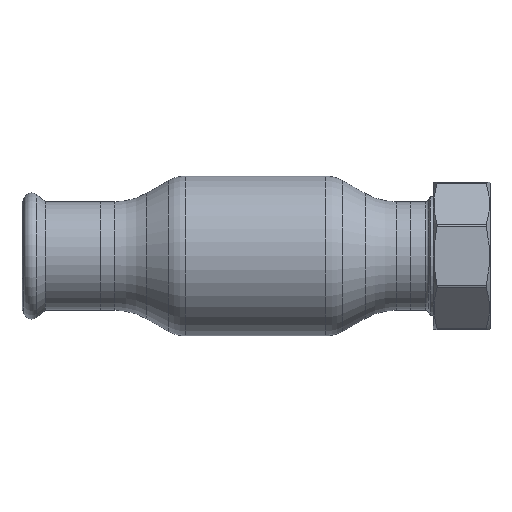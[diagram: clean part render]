
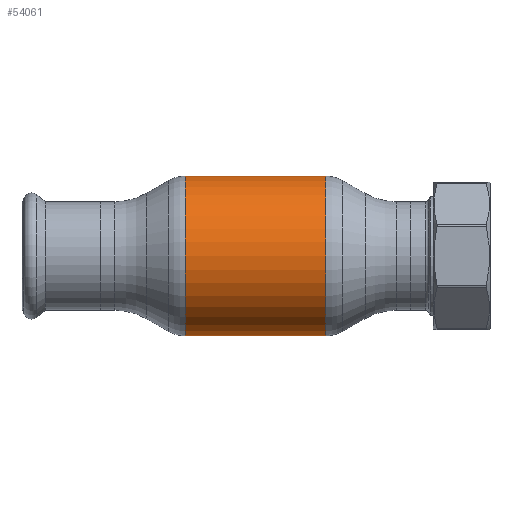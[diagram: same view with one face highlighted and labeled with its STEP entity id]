
A CAD part, front view. The second image highlights one B-rep face of the part: STEP entity #54061.
In plain terms, the highlighted cylindrical face has radius 28.25 mm (diameter 56.5 mm), a partial arc.
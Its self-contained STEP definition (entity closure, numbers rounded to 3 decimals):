
#858 = EDGE_CURVE ( 'NONE', #26033, #4099, #32330, .T. ) ;
#863 = ORIENTED_EDGE ( 'NONE', *, *, #43409, .F. ) ;
#2546 = ORIENTED_EDGE ( 'NONE', *, *, #35504, .T. ) ;
#3024 = CARTESIAN_POINT ( 'NONE',  ( -24.785, 0., 0. ) ) ;
#4099 = VERTEX_POINT ( 'NONE', #57834 ) ;
#5601 = DIRECTION ( 'NONE',  ( -1., 0., 0. ) ) ;
#5890 = VERTEX_POINT ( 'NONE', #48093 ) ;
#7309 = VERTEX_POINT ( 'NONE', #39482 ) ;
#8276 = EDGE_LOOP ( 'NONE', ( #46562, #2546, #54128, #863 ) ) ;
#9323 = CIRCLE ( 'NONE', #11259, 28.25 ) ;
#10810 = CARTESIAN_POINT ( 'NONE',  ( -62.69, 0., 0. ) ) ;
#11142 = LINE ( 'NONE', #43598, #27896 ) ;
#11259 = AXIS2_PLACEMENT_3D ( 'NONE', #46123, #13375, #36194 ) ;
#13375 = DIRECTION ( 'NONE',  ( -1., 0., 0. ) ) ;
#15300 = DIRECTION ( 'NONE',  ( 0., 0., 1. ) ) ;
#16043 = EDGE_CURVE ( 'NONE', #7309, #5890, #11142, .T. ) ;
#19798 = CYLINDRICAL_SURFACE ( 'NONE', #36748, 28.25 ) ;
#26033 = VERTEX_POINT ( 'NONE', #47608 ) ;
#27896 = VECTOR ( 'NONE', #39115, 1000. ) ;
#29101 = DIRECTION ( 'NONE',  ( -1., 0., 0. ) ) ;
#32330 = LINE ( 'NONE', #37156, #33159 ) ;
#33159 = VECTOR ( 'NONE', #5601, 1000. ) ;
#35170 = DIRECTION ( 'NONE',  ( 0., 0., 1. ) ) ;
#35504 = EDGE_CURVE ( 'NONE', #26033, #7309, #9323, .T. ) ;
#36194 = DIRECTION ( 'NONE',  ( 0., 0., 1. ) ) ;
#36748 = AXIS2_PLACEMENT_3D ( 'NONE', #10810, #29101, #15300 ) ;
#37156 = CARTESIAN_POINT ( 'NONE',  ( -62.69, 0., -28.25 ) ) ;
#39115 = DIRECTION ( 'NONE',  ( -1., 0., 0. ) ) ;
#39482 = CARTESIAN_POINT ( 'NONE',  ( 24.785, 0., 28.25 ) ) ;
#42974 = FACE_OUTER_BOUND ( 'NONE', #8276, .T. ) ;
#43409 = EDGE_CURVE ( 'NONE', #4099, #5890, #52564, .T. ) ;
#43598 = CARTESIAN_POINT ( 'NONE',  ( -62.69, 0., 28.25 ) ) ;
#46123 = CARTESIAN_POINT ( 'NONE',  ( 24.785, 0., 0. ) ) ;
#46562 = ORIENTED_EDGE ( 'NONE', *, *, #858, .F. ) ;
#47608 = CARTESIAN_POINT ( 'NONE',  ( 24.785, 0., -28.25 ) ) ;
#48093 = CARTESIAN_POINT ( 'NONE',  ( -24.785, 0., 28.25 ) ) ;
#52564 = CIRCLE ( 'NONE', #53532, 28.25 ) ;
#53532 = AXIS2_PLACEMENT_3D ( 'NONE', #3024, #58010, #35170 ) ;
#54061 = ADVANCED_FACE ( 'NONE', ( #42974 ), #19798, .T. ) ;
#54128 = ORIENTED_EDGE ( 'NONE', *, *, #16043, .T. ) ;
#57834 = CARTESIAN_POINT ( 'NONE',  ( -24.785, 0., -28.25 ) ) ;
#58010 = DIRECTION ( 'NONE',  ( -1., 0., 0. ) ) ;
